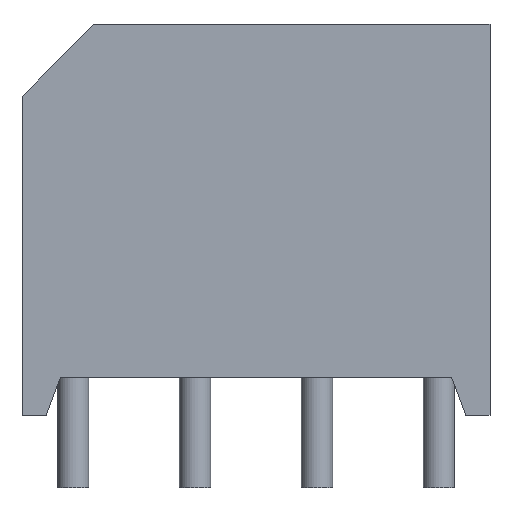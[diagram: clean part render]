
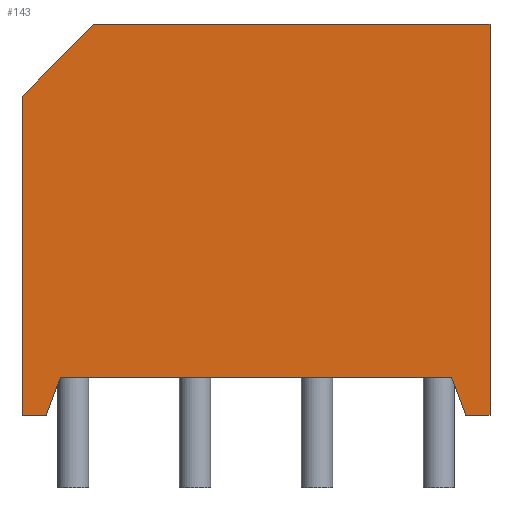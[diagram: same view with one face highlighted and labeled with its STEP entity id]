
A CAD part, front view. The second image highlights one B-rep face of the part: STEP entity #143.
In plain terms, the highlighted planar face has unit normal (0, -1, 0).
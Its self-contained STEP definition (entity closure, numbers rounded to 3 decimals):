
#6 = VERTEX_POINT ( 'NONE', #1156 ) ;
#26 = VERTEX_POINT ( 'NONE', #776 ) ;
#52 = EDGE_CURVE ( 'NONE', #1067, #942, #919, .T. ) ;
#68 = PLANE ( 'NONE',  #642 ) ;
#87 = CARTESIAN_POINT ( 'NONE',  ( 17.37, -2.1, 16.315 ) ) ;
#99 = VECTOR ( 'NONE', #1005, 1000. ) ;
#115 = DIRECTION ( 'NONE',  ( 1., 0., 0. ) ) ;
#116 = LINE ( 'NONE', #493, #187 ) ;
#132 = LINE ( 'NONE', #605, #870 ) ;
#140 = EDGE_CURVE ( 'NONE', #608, #240, #172, .T. ) ;
#143 = ADVANCED_FACE ( 'NONE', ( #470 ), #68, .F. ) ;
#172 = LINE ( 'NONE', #755, #374 ) ;
#177 = LINE ( 'NONE', #563, #1158 ) ;
#182 = DIRECTION ( 'NONE',  ( -0.351, 0., -0.936 ) ) ;
#187 = VECTOR ( 'NONE', #890, 1000. ) ;
#235 = CARTESIAN_POINT ( 'NONE',  ( 16.37, -2.1, 0.015 ) ) ;
#240 = VERTEX_POINT ( 'NONE', #485 ) ;
#267 = CARTESIAN_POINT ( 'NONE',  ( 17.37, -2.1, 0.015 ) ) ;
#270 = LINE ( 'NONE', #1243, #572 ) ;
#282 = DIRECTION ( 'NONE',  ( 0., 0., 1. ) ) ;
#296 = ORIENTED_EDGE ( 'NONE', *, *, #729, .T. ) ;
#326 = VERTEX_POINT ( 'NONE', #87 ) ;
#372 = CARTESIAN_POINT ( 'NONE',  ( -2.13, -2.1, 0.015 ) ) ;
#374 = VECTOR ( 'NONE', #556, 1000. ) ;
#378 = EDGE_CURVE ( 'NONE', #575, #326, #763, .T. ) ;
#393 = ORIENTED_EDGE ( 'NONE', *, *, #1140, .T. ) ;
#470 = FACE_OUTER_BOUND ( 'NONE', #921, .T. ) ;
#485 = CARTESIAN_POINT ( 'NONE',  ( -2.13, -2.1, 0.015 ) ) ;
#493 = CARTESIAN_POINT ( 'NONE',  ( -2.13, -2.1, 0.015 ) ) ;
#514 = CARTESIAN_POINT ( 'NONE',  ( -2.13, -2.1, 13.315 ) ) ;
#521 = VECTOR ( 'NONE', #653, 1000. ) ;
#556 = DIRECTION ( 'NONE',  ( -1., 0., 0. ) ) ;
#561 = DIRECTION ( 'NONE',  ( 0., 0., 1. ) ) ;
#563 = CARTESIAN_POINT ( 'NONE',  ( -0.53, -2.1, 1.615 ) ) ;
#572 = VECTOR ( 'NONE', #659, 1000. ) ;
#575 = VERTEX_POINT ( 'NONE', #860 ) ;
#605 = CARTESIAN_POINT ( 'NONE',  ( -0.53, -2.1, 1.615 ) ) ;
#608 = VERTEX_POINT ( 'NONE', #963 ) ;
#642 = AXIS2_PLACEMENT_3D ( 'NONE', #372, #961, #282 ) ;
#653 = DIRECTION ( 'NONE',  ( 0., 0., -1. ) ) ;
#659 = DIRECTION ( 'NONE',  ( 0.351, 0., -0.936 ) ) ;
#686 = VECTOR ( 'NONE', #561, 1000. ) ;
#725 = DIRECTION ( 'NONE',  ( -0.707, 0., -0.707 ) ) ;
#729 = EDGE_CURVE ( 'NONE', #942, #240, #1042, .T. ) ;
#736 = ORIENTED_EDGE ( 'NONE', *, *, #378, .T. ) ;
#746 = EDGE_CURVE ( 'NONE', #26, #608, #177, .T. ) ;
#755 = CARTESIAN_POINT ( 'NONE',  ( -2.13, -2.1, 0.015 ) ) ;
#759 = CARTESIAN_POINT ( 'NONE',  ( -2.13, -2.1, 13.315 ) ) ;
#763 = LINE ( 'NONE', #267, #686 ) ;
#773 = CARTESIAN_POINT ( 'NONE',  ( 17.37, -2.1, 16.315 ) ) ;
#776 = CARTESIAN_POINT ( 'NONE',  ( -0.53, -2.1, 1.615 ) ) ;
#802 = CARTESIAN_POINT ( 'NONE',  ( 0.87, -2.1, 16.315 ) ) ;
#844 = ORIENTED_EDGE ( 'NONE', *, *, #1128, .T. ) ;
#860 = CARTESIAN_POINT ( 'NONE',  ( 17.37, -2.1, 0.015 ) ) ;
#870 = VECTOR ( 'NONE', #115, 1000. ) ;
#890 = DIRECTION ( 'NONE',  ( -1., 0., 0. ) ) ;
#919 = LINE ( 'NONE', #1095, #1116 ) ;
#921 = EDGE_LOOP ( 'NONE', ( #1121, #1059, #844, #993, #736, #393, #953, #296, #1030 ) ) ;
#942 = VERTEX_POINT ( 'NONE', #514 ) ;
#953 = ORIENTED_EDGE ( 'NONE', *, *, #52, .T. ) ;
#957 = EDGE_CURVE ( 'NONE', #26, #6, #132, .T. ) ;
#961 = DIRECTION ( 'NONE',  ( 0., 1., 0. ) ) ;
#963 = CARTESIAN_POINT ( 'NONE',  ( -1.13, -2.1, 0.015 ) ) ;
#972 = VERTEX_POINT ( 'NONE', #235 ) ;
#993 = ORIENTED_EDGE ( 'NONE', *, *, #1262, .F. ) ;
#1005 = DIRECTION ( 'NONE',  ( -1., 0., 0. ) ) ;
#1030 = ORIENTED_EDGE ( 'NONE', *, *, #140, .F. ) ;
#1040 = LINE ( 'NONE', #773, #99 ) ;
#1042 = LINE ( 'NONE', #759, #521 ) ;
#1059 = ORIENTED_EDGE ( 'NONE', *, *, #957, .T. ) ;
#1067 = VERTEX_POINT ( 'NONE', #802 ) ;
#1095 = CARTESIAN_POINT ( 'NONE',  ( 0.87, -2.1, 16.315 ) ) ;
#1116 = VECTOR ( 'NONE', #725, 1000. ) ;
#1121 = ORIENTED_EDGE ( 'NONE', *, *, #746, .F. ) ;
#1128 = EDGE_CURVE ( 'NONE', #6, #972, #270, .T. ) ;
#1140 = EDGE_CURVE ( 'NONE', #326, #1067, #1040, .T. ) ;
#1156 = CARTESIAN_POINT ( 'NONE',  ( 15.77, -2.1, 1.615 ) ) ;
#1158 = VECTOR ( 'NONE', #182, 1000. ) ;
#1243 = CARTESIAN_POINT ( 'NONE',  ( 15.77, -2.1, 1.615 ) ) ;
#1262 = EDGE_CURVE ( 'NONE', #575, #972, #116, .T. ) ;
